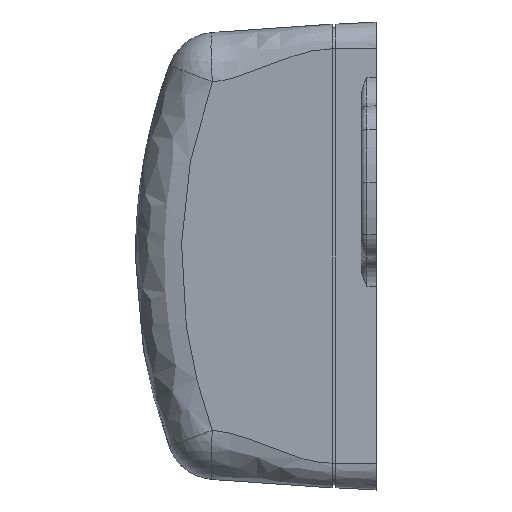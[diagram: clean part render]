
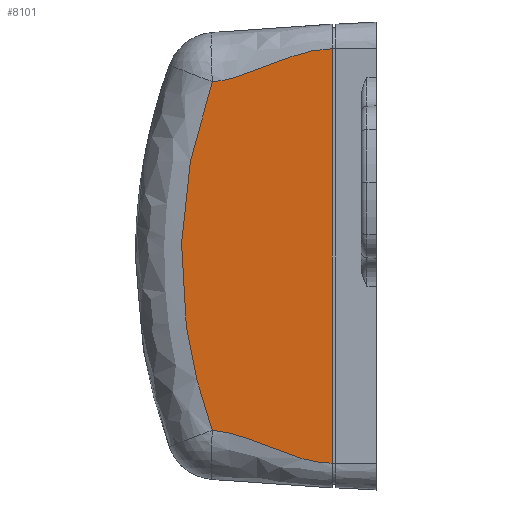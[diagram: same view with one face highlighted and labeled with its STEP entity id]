
A CAD part, left-side view. The second image highlights one B-rep face of the part: STEP entity #8101.
In plain terms, the highlighted planar face has unit normal (-0.998, 0.07, 0).
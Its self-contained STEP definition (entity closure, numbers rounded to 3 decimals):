
#210 = CARTESIAN_POINT ( 'NONE',  ( -52.748, 17.909, 28.267 ) ) ;
#403 = CARTESIAN_POINT ( 'NONE',  ( -54.105, -1.5, -37.5 ) ) ;
#730 = CARTESIAN_POINT ( 'NONE',  ( -53.178, 11.755, 28.697 ) ) ;
#986 = EDGE_CURVE ( 'NONE', #7410, #8625, #1346, .T. ) ;
#1158 = CARTESIAN_POINT ( 'NONE',  ( -53.178, 11.755, -28.697 ) ) ;
#1346 = LINE ( 'NONE', #403, #8198 ) ;
#1927 = EDGE_CURVE ( 'NONE', #10024, #4611, #9213, .T. ) ;
#2141 = CARTESIAN_POINT ( 'NONE',  ( -52.426, 22.512, 9.596 ) ) ;
#2585 = AXIS2_PLACEMENT_3D ( 'NONE', #11107, #4243, #10280 ) ;
#2891 = CARTESIAN_POINT ( 'NONE',  ( -54.105, -1.5, -33.615 ) ) ;
#3008 = CARTESIAN_POINT ( 'NONE',  ( -52.396, 22.936, -4.81 ) ) ;
#3294 = ORIENTED_EDGE ( 'NONE', *, *, #7376, .T. ) ;
#3554 = ORIENTED_EDGE ( 'NONE', *, *, #1927, .T. ) ;
#3753 = CARTESIAN_POINT ( 'NONE',  ( -54.019, -0.276, -33.529 ) ) ;
#3870 = CARTESIAN_POINT ( 'NONE',  ( -52.544, 20.82, -19.114 ) ) ;
#4243 = DIRECTION ( 'NONE',  ( -0.998, 0.07, 0. ) ) ;
#4607 = CARTESIAN_POINT ( 'NONE',  ( -54.076, -1.092, -33.586 ) ) ;
#4611 = VERTEX_POINT ( 'NONE', #6051 ) ;
#4688 = CARTESIAN_POINT ( 'NONE',  ( -52.632, 19.567, 23.752 ) ) ;
#4724 = CARTESIAN_POINT ( 'NONE',  ( -52.748, 17.909, -28.267 ) ) ;
#4790 = DIRECTION ( 'NONE',  ( 0., 0., 1. ) ) ;
#4972 = CARTESIAN_POINT ( 'NONE',  ( -54.105, -1.5, 33.615 ) ) ;
#5007 = CARTESIAN_POINT ( 'NONE',  ( -54.048, -0.684, 33.558 ) ) ;
#5019 = ORIENTED_EDGE ( 'NONE', *, *, #9262, .T. ) ;
#5093 = FACE_OUTER_BOUND ( 'NONE', #9309, .T. ) ;
#5856 = CARTESIAN_POINT ( 'NONE',  ( -53.589, 5.878, 33.099 ) ) ;
#6051 = CARTESIAN_POINT ( 'NONE',  ( -52.748, 17.909, -28.267 ) ) ;
#6189 = CARTESIAN_POINT ( 'NONE',  ( -54.105, -1.5, 33.615 ) ) ;
#6296 = CARTESIAN_POINT ( 'NONE',  ( -52.748, 17.909, -28.267 ) ) ;
#6704 = CARTESIAN_POINT ( 'NONE',  ( -54.076, -1.092, 33.586 ) ) ;
#6742 = CARTESIAN_POINT ( 'NONE',  ( -52.748, 17.909, 28.267 ) ) ;
#6802 = PLANE ( 'NONE',  #2585 ) ;
#6844 = B_SPLINE_CURVE_WITH_KNOTS ( 'NONE', 3,
 ( #4972, #6704, #5007, #11045, #5856, #730, #6742 ),
 .UNSPECIFIED., .F., .F.,
 ( 4, 3, 4 ),
 ( 0.645, 0.667, 1. ),
 .UNSPECIFIED. ) ;
#7288 = CARTESIAN_POINT ( 'NONE',  ( -52.544, 20.819, 19.115 ) ) ;
#7376 = EDGE_CURVE ( 'NONE', #4611, #7410, #7825, .T. ) ;
#7410 = VERTEX_POINT ( 'NONE', #2891 ) ;
#7825 = B_SPLINE_CURVE_WITH_KNOTS ( 'NONE', 3,
 ( #6296, #1158, #8905, #3753, #9785, #4607, #10658 ),
 .UNSPECIFIED., .F., .F.,
 ( 4, 3, 4 ),
 ( 0., 0.333, 0.355 ),
 .UNSPECIFIED. ) ;
#8101 = ADVANCED_FACE ( 'NONE', ( #5093 ), #6802, .T. ) ;
#8154 = CARTESIAN_POINT ( 'NONE',  ( -52.396, 22.935, 4.81 ) ) ;
#8198 = VECTOR ( 'NONE', #4790, 1000. ) ;
#8491 = ORIENTED_EDGE ( 'NONE', *, *, #986, .T. ) ;
#8625 = VERTEX_POINT ( 'NONE', #6189 ) ;
#8905 = CARTESIAN_POINT ( 'NONE',  ( -53.589, 5.878, -33.099 ) ) ;
#8982 = CARTESIAN_POINT ( 'NONE',  ( -52.748, 17.909, 28.267 ) ) ;
#9020 = CARTESIAN_POINT ( 'NONE',  ( -52.426, 22.512, -9.596 ) ) ;
#9213 = B_SPLINE_CURVE_WITH_KNOTS ( 'NONE', 3,
 ( #8982, #4688, #7288, #2141, #8154, #3008, #9020, #3870, #9897, #4724 ),
 .UNSPECIFIED., .F., .F.,
 ( 4, 2, 2, 2, 4 ),
 ( 0., 0.25, 0.5, 0.75, 1. ),
 .UNSPECIFIED. ) ;
#9262 = EDGE_CURVE ( 'NONE', #8625, #10024, #6844, .T. ) ;
#9309 = EDGE_LOOP ( 'NONE', ( #8491, #5019, #3554, #3294 ) ) ;
#9785 = CARTESIAN_POINT ( 'NONE',  ( -54.048, -0.684, -33.558 ) ) ;
#9897 = CARTESIAN_POINT ( 'NONE',  ( -52.632, 19.567, -23.752 ) ) ;
#10024 = VERTEX_POINT ( 'NONE', #210 ) ;
#10280 = DIRECTION ( 'NONE',  ( 0.07, 0.998, 0. ) ) ;
#10658 = CARTESIAN_POINT ( 'NONE',  ( -54.105, -1.5, -33.615 ) ) ;
#11045 = CARTESIAN_POINT ( 'NONE',  ( -54.019, -0.276, 33.529 ) ) ;
#11107 = CARTESIAN_POINT ( 'NONE',  ( -54., 0., 37.5 ) ) ;
